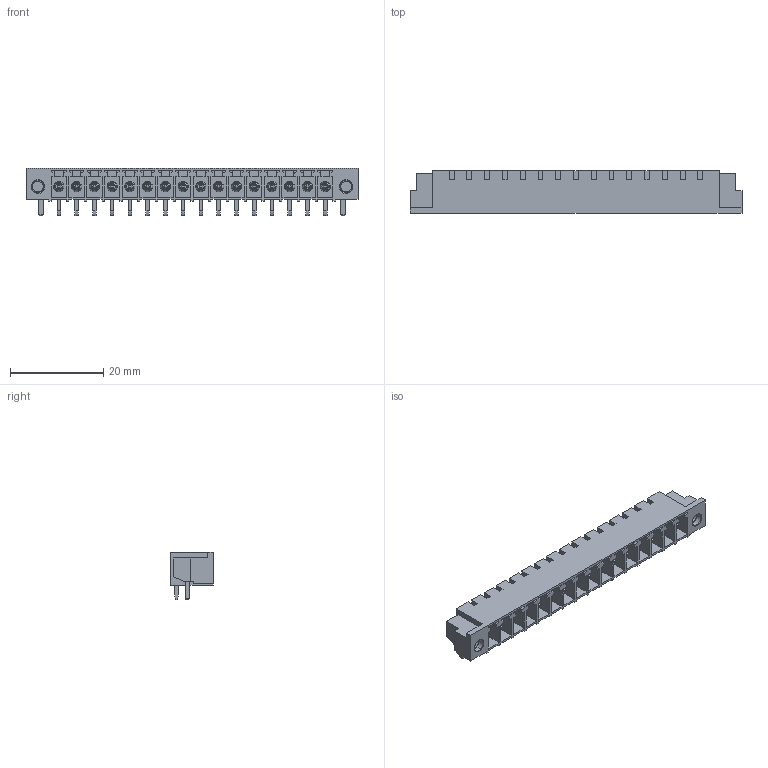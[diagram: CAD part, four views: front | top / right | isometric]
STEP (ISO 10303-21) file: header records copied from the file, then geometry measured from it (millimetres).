
FILE_DESCRIPTION(('CATIA V5 STEP Exchange','CAx-IF Rec.Pracs.--- Model Styling and Organization---1.2---2011-12-15'),'2;1');
FILE_NAME ('D1457729_0', '2018-10-15T17:08:56+00:00', ('none'), ('Weidmueller'), 'CATIA Version 5-6 Release 2014', 'CATIA V5 STEP AP214', 'none');
FILE_SCHEMA(('AUTOMOTIVE_DESIGN { 1 0 10303 214 1 1 1 1 }'));
Length unit declared in the file: millimetre
Products named in the file (1): 1863870000
Bounding box: 71.25 x 9.2 x 10.27 mm (x, y, z)
Volume: 1914.8 mm3; surface area: 6179.2 mm2
Topology: 19 solids, 19 shells, 1228 faces, 3606 edges, 2468 vertices
Faces by surface type: plane 930, cylinder 230, cone 36, torus 32
Entity records: 37156 total; most frequent: ORIENTED_EDGE 7212, CARTESIAN_POINT 6866, DIRECTION 4728, EDGE_CURVE 3606, VECTOR 2962, LINE 2962, VERTEX_POINT 2468, EDGE_LOOP 1312
